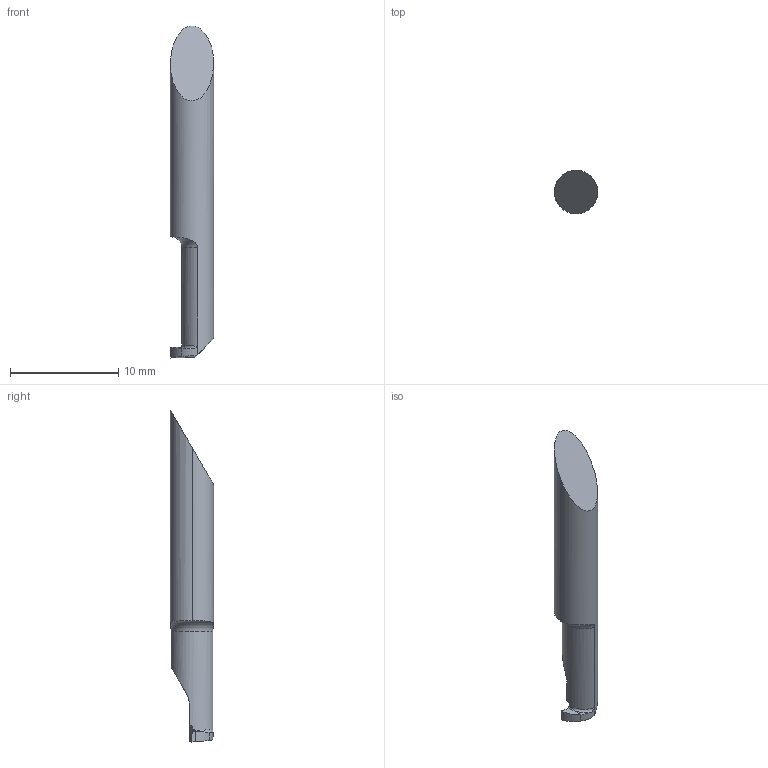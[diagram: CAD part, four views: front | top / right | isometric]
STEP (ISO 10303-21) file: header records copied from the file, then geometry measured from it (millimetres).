
FILE_DESCRIPTION(/* description */ (''),/* implementation_level */ '2;1');
FILE_NAME(/* name */ '1637738708169.stp',/* time_stamp */ '2021-11-24T12:55:34+05:00',/* author */ (''),/* organization */ ('SMS'),/* preprocessor_version */ 'ST-DEVELOPER v16.7',/* originating_system */ 'SIEMENS PLM Software NX 12.0',/* authorisation */ '');
FILE_SCHEMA (('AUTOMOTIVE_DESIGN { 1 0 10303 214 3 1 1 1 }'));
Length unit declared in the file: millimetre
Products named in the file (1): 203800893mod000_00
Bounding box: 4 x 4 x 30.71 mm (x, y, z)
Volume: 277.4 mm3; surface area: 345.4 mm2
Topology: 2 solids, 2 shells, 25 faces, 63 edges, 47 vertices
Faces by surface type: plane 13, cylinder 8, torus 2, bspline 2
Entity records: 1128 total; most frequent: CARTESIAN_POINT 531, ORIENTED_EDGE 124, DIRECTION 91, EDGE_CURVE 62, VERTEX_POINT 41, AXIS2_PLACEMENT_3D 33, ADVANCED_FACE 25, FACE_OUTER_BOUND 25
